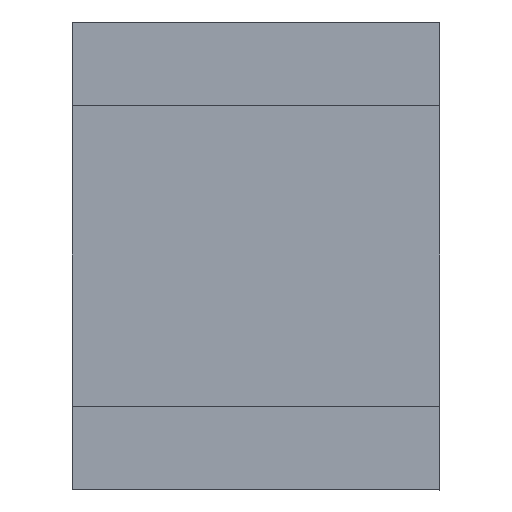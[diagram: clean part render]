
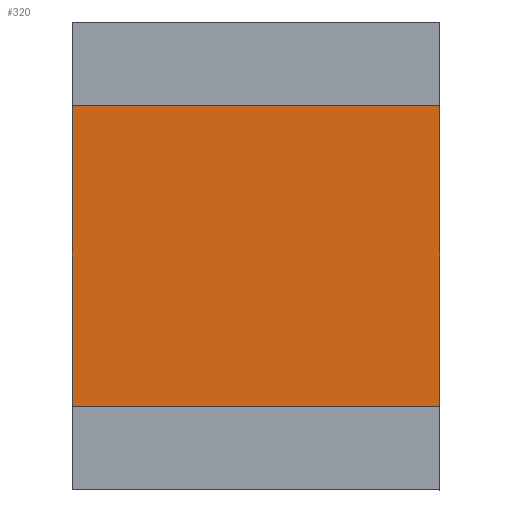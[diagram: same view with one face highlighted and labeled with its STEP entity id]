
A CAD part, front view. The second image highlights one B-rep face of the part: STEP entity #320.
In plain terms, the highlighted planar face has unit normal (0, -1, 0).
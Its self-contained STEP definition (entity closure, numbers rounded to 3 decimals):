
#40=FACE_OUTER_BOUND('',#60,.T.);
#60=EDGE_LOOP('',(#287,#288,#289,#290));
#64=LINE('',#445,#102);
#81=LINE('',#483,#119);
#95=LINE('',#513,#133);
#96=LINE('',#515,#134);
#102=VECTOR('',#362,10.);
#119=VECTOR('',#389,10.);
#133=VECTOR('',#421,10.);
#134=VECTOR('',#424,10.);
#140=VERTEX_POINT('',#442);
#141=VERTEX_POINT('',#444);
#156=VERTEX_POINT('',#480);
#157=VERTEX_POINT('',#482);
#168=EDGE_CURVE('',#140,#141,#64,.T.);
#187=EDGE_CURVE('',#157,#156,#81,.T.);
#203=EDGE_CURVE('',#157,#140,#95,.T.);
#204=EDGE_CURVE('',#156,#141,#96,.T.);
#287=ORIENTED_EDGE('',*,*,#187,.T.);
#288=ORIENTED_EDGE('',*,*,#204,.T.);
#289=ORIENTED_EDGE('',*,*,#168,.F.);
#290=ORIENTED_EDGE('',*,*,#203,.F.);
#304=PLANE('',#354);
#320=ADVANCED_FACE('',(#40),#304,.T.);
#354=AXIS2_PLACEMENT_3D('',#521,#433,#434);
#362=DIRECTION('',(0.,0.,-1.));
#389=DIRECTION('',(0.,0.,-1.));
#421=DIRECTION('',(1.,0.,0.));
#424=DIRECTION('',(1.,0.,0.));
#433=DIRECTION('center_axis',(0.,-1.,0.));
#434=DIRECTION('ref_axis',(0.,0.,-1.));
#442=CARTESIAN_POINT('',(173.2,-76.4,9.5));
#444=CARTESIAN_POINT('',(173.2,-76.4,0.5));
#445=CARTESIAN_POINT('',(173.2,-76.4,4.5));
#480=CARTESIAN_POINT('',(162.2,-76.4,0.5));
#482=CARTESIAN_POINT('',(162.2,-76.4,9.5));
#483=CARTESIAN_POINT('',(162.2,-76.4,-2.));
#513=CARTESIAN_POINT('',(168.2,-76.4,9.5));
#515=CARTESIAN_POINT('',(168.2,-76.4,0.5));
#521=CARTESIAN_POINT('Origin',(165.2,-76.4,7.));
